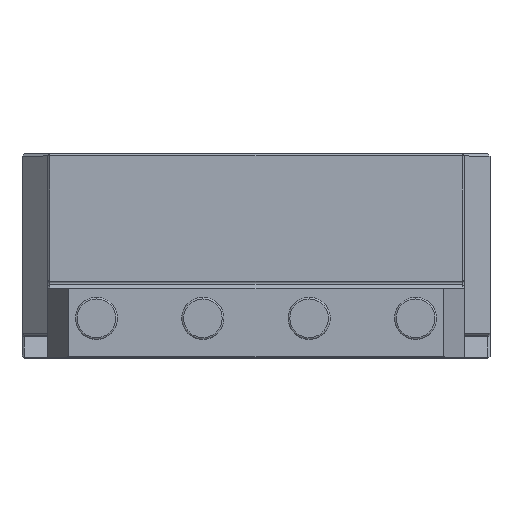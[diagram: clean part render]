
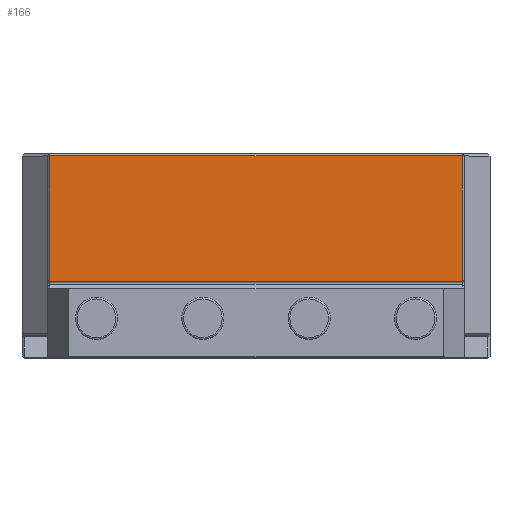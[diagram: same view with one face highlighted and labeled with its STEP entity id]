
A CAD part, top view. The second image highlights one B-rep face of the part: STEP entity #166.
In plain terms, the highlighted planar face has unit normal (0, 0, 1).
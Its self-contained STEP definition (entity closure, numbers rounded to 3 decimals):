
#166=ADVANCED_FACE('',(#374),#283,.F.);
#283=PLANE('',#2014);
#374=FACE_OUTER_BOUND('',#485,.T.);
#485=EDGE_LOOP('',(#710,#711,#712,#713));
#710=ORIENTED_EDGE('',*,*,#1386,.F.);
#711=ORIENTED_EDGE('',*,*,#1387,.T.);
#712=ORIENTED_EDGE('',*,*,#1388,.T.);
#713=ORIENTED_EDGE('',*,*,#1389,.T.);
#1218=VERTEX_POINT('',#2898);
#1219=VERTEX_POINT('',#2899);
#1220=VERTEX_POINT('',#2901);
#1221=VERTEX_POINT('',#2903);
#1386=EDGE_CURVE('',#1218,#1219,#1632,.T.);
#1387=EDGE_CURVE('',#1218,#1220,#1633,.T.);
#1388=EDGE_CURVE('',#1220,#1221,#1634,.T.);
#1389=EDGE_CURVE('',#1221,#1219,#1635,.T.);
#1632=LINE('',#2897,#1848);
#1633=LINE('',#2900,#1849);
#1634=LINE('',#2902,#1850);
#1635=LINE('',#2904,#1851);
#1848=VECTOR('',#2293,1.);
#1849=VECTOR('',#2294,1.);
#1850=VECTOR('',#2295,1.);
#1851=VECTOR('',#2296,1.);
#2014=AXIS2_PLACEMENT_3D('',#2905,#2297,#2298);
#2293=DIRECTION('',(-1.,0.,0.));
#2294=DIRECTION('',(0.,1.,0.));
#2295=DIRECTION('',(-1.,0.,0.));
#2296=DIRECTION('',(0.,-1.,0.));
#2297=DIRECTION('',(0.,0.,-1.));
#2298=DIRECTION('',(0.,1.,0.));
#2897=CARTESIAN_POINT('',(158.332,18.014,-3.5));
#2898=CARTESIAN_POINT('',(103.5,18.014,-3.5));
#2899=CARTESIAN_POINT('',(6.5,18.014,-3.5));
#2900=CARTESIAN_POINT('',(103.5,48.,-3.5));
#2901=CARTESIAN_POINT('',(103.5,47.5,-3.5));
#2902=CARTESIAN_POINT('',(6.,47.5,-3.5));
#2903=CARTESIAN_POINT('',(6.5,47.5,-3.5));
#2904=CARTESIAN_POINT('',(6.5,48.,-3.5));
#2905=CARTESIAN_POINT('',(158.332,48.,-3.5));
